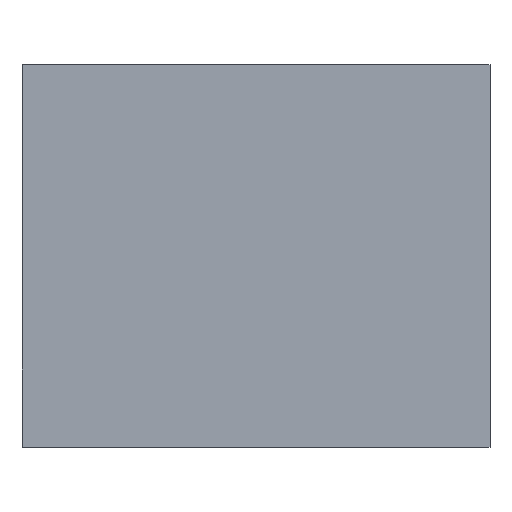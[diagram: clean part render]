
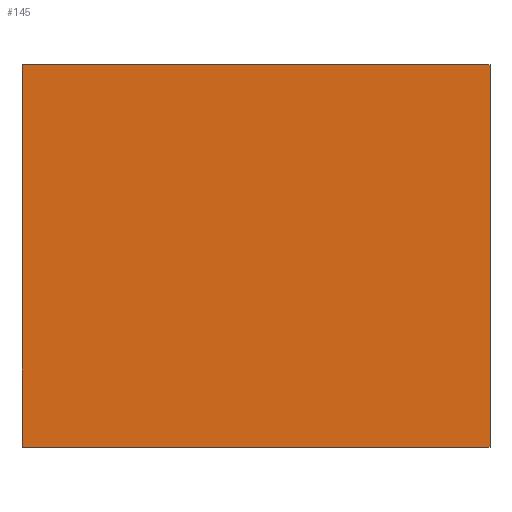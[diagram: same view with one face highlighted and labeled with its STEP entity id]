
A CAD part, top view. The second image highlights one B-rep face of the part: STEP entity #145.
In plain terms, the highlighted planar face has unit normal (0, 0, 1).
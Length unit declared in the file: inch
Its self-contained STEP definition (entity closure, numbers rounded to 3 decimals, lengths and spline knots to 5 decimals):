
#19=FACE_OUTER_BOUND($,#27,.T.);
#27=EDGE_LOOP($,(#123,#124,#125,#126));
#34=LINE($,#208,#52);
#40=LINE($,#220,#58);
#43=LINE($,#226,#61);
#46=LINE($,#230,#64);
#52=VECTOR($,#169,0.424);
#58=VECTOR($,#179,0.519);
#61=VECTOR($,#184,0.424);
#64=VECTOR($,#189,0.519);
#69=VERTEX_POINT($,#205);
#70=VERTEX_POINT($,#207);
#74=VERTEX_POINT($,#219);
#76=VERTEX_POINT($,#225);
#82=EDGE_CURVE($,#70,#69,#34,.T.);
#88=EDGE_CURVE($,#74,#70,#40,.T.);
#91=EDGE_CURVE($,#76,#74,#43,.T.);
#94=EDGE_CURVE($,#76,#69,#46,.T.);
#123=ORIENTED_EDGE($,*,*,#94,.F.);
#124=ORIENTED_EDGE($,*,*,#91,.T.);
#125=ORIENTED_EDGE($,*,*,#88,.T.);
#126=ORIENTED_EDGE($,*,*,#82,.T.);
#137=PLANE($,#156);
#145=ADVANCED_FACE($,(#19),#137,.T.);
#156=AXIS2_PLACEMENT_3D($,#231,#190,#191);
#169=DIRECTION($,(0.,-1.,0.));
#179=DIRECTION($,(-1.,0.,0.));
#184=DIRECTION($,(0.,1.,0.));
#189=DIRECTION($,(-1.,0.,0.));
#190=DIRECTION('center_axis',(0.,0.,1.));
#191=DIRECTION('ref_axis',(1.,0.,0.));
#205=CARTESIAN_POINT('',(-0.021,0.016,0.156));
#207=CARTESIAN_POINT('',(-0.021,0.44,0.156));
#208=CARTESIAN_POINT($,(-0.021,0.11,0.156));
#219=CARTESIAN_POINT('',(0.498,0.44,0.156));
#220=CARTESIAN_POINT($,(0.498,0.44,0.156));
#225=CARTESIAN_POINT('',(0.498,0.016,0.156));
#226=CARTESIAN_POINT($,(0.498,0.,0.156));
#230=CARTESIAN_POINT($,(0.,0.016,0.156));
#231=CARTESIAN_POINT('Origin',(0.249,0.22,0.156));
